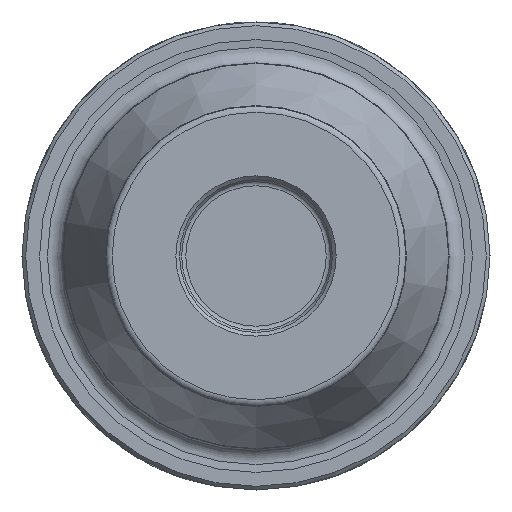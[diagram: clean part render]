
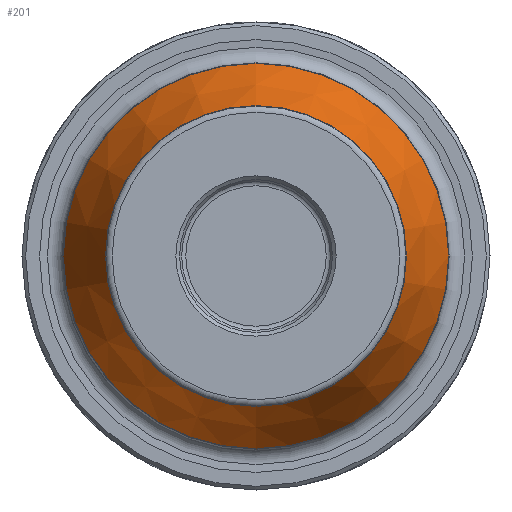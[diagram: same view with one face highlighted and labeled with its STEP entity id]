
A CAD part, left-side view. The second image highlights one B-rep face of the part: STEP entity #201.
In plain terms, the highlighted conical face has half-angle 25 degrees and reference radius 20.245 mm.
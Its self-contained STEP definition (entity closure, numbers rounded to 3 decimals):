
#110=CONICAL_SURFACE('',#837,20.245,25.);
#201=ADVANCED_FACE('',(#297,#298),#110,.T.);
#297=FACE_BOUND('',#385,.T.);
#298=FACE_BOUND('',#386,.T.);
#385=EDGE_LOOP('',(#553));
#386=EDGE_LOOP('',(#554));
#553=ORIENTED_EDGE('',*,*,#717,.T.);
#554=ORIENTED_EDGE('',*,*,#716,.F.);
#632=VERTEX_POINT('',#2045);
#633=VERTEX_POINT('',#2048);
#716=EDGE_CURVE('',#632,#632,#745,.T.);
#717=EDGE_CURVE('',#633,#633,#746,.T.);
#745=CIRCLE('',#834,20.245);
#746=CIRCLE('',#836,25.934);
#834=AXIS2_PLACEMENT_3D('',#2044,#1021,#1022);
#836=AXIS2_PLACEMENT_3D('',#2047,#1025,#1026);
#837=AXIS2_PLACEMENT_3D('',#2049,#1027,#1028);
#1021=DIRECTION('',(-1.,0.,0.));
#1022=DIRECTION('',(0.,0.,-1.));
#1025=DIRECTION('',(-1.,0.,0.));
#1026=DIRECTION('',(0.,0.,-1.));
#1027=DIRECTION('',(1.,0.,0.));
#1028=DIRECTION('',(0.,0.,-1.));
#2044=CARTESIAN_POINT('',(0.526,0.,0.));
#2045=CARTESIAN_POINT('',(0.526,0.,-20.245));
#2047=CARTESIAN_POINT('',(12.726,0.,0.));
#2048=CARTESIAN_POINT('',(12.726,0.,-25.934));
#2049=CARTESIAN_POINT('',(0.526,0.,0.));
